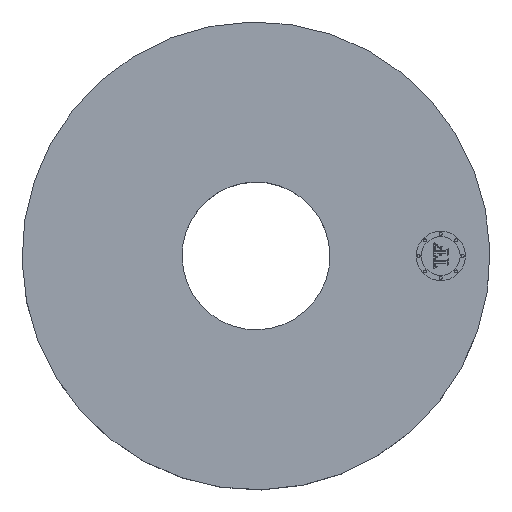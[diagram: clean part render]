
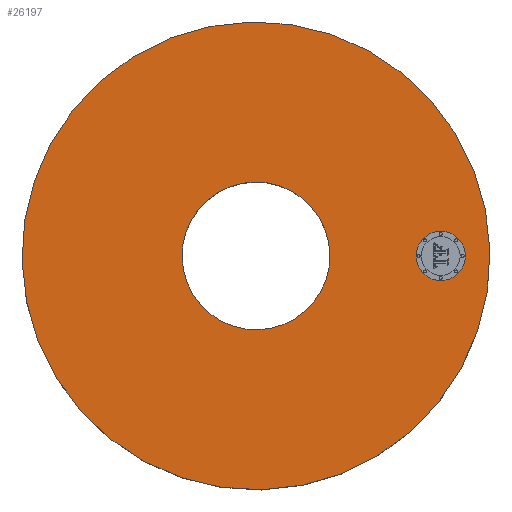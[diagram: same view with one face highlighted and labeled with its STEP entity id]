
A CAD part, top view. The second image highlights one B-rep face of the part: STEP entity #26197.
In plain terms, the highlighted planar face has unit normal (0, 0, 1).
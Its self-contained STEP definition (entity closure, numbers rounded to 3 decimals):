
#3460=AXIS2_PLACEMENT_3D('Circle Axis2P3D',#3458,#3459,$) ;
#3479=AXIS2_PLACEMENT_3D('Circle Axis2P3D',#3477,#3478,$) ;
#4570=AXIS2_PLACEMENT_3D('Circle Axis2P3D',#4568,#4569,$) ;
#4596=AXIS2_PLACEMENT_3D('Circle Axis2P3D',#4594,#4595,$) ;
#26169=AXIS2_PLACEMENT_3D('Plane Axis2P3D',#26166,#26167,#26168) ;
#26181=AXIS2_PLACEMENT_3D('Circle Axis2P3D',#26179,#26180,$) ;
#26190=AXIS2_PLACEMENT_3D('Circle Axis2P3D',#26188,#26189,$) ;
#3455=CARTESIAN_POINT('Vertex',(-2.277,-4.169,2.12)) ;
#3458=CARTESIAN_POINT('Axis2P3D Location',(0.,0.,2.12)) ;
#3462=CARTESIAN_POINT('Vertex',(2.277,4.169,2.12)) ;
#3477=CARTESIAN_POINT('Axis2P3D Location',(0.,0.,2.12)) ;
#4568=CARTESIAN_POINT('Axis2P3D Location',(0.,0.,2.12)) ;
#4572=CARTESIAN_POINT('Vertex',(0.719,1.316,2.12)) ;
#4574=CARTESIAN_POINT('Vertex',(-0.719,-1.316,2.12)) ;
#4594=CARTESIAN_POINT('Axis2P3D Location',(0.,0.,2.12)) ;
#26166=CARTESIAN_POINT('Axis2P3D Location',(0.,1.5,2.12)) ;
#26179=CARTESIAN_POINT('Axis2P3D Location',(3.75,0.,2.12)) ;
#26183=CARTESIAN_POINT('Vertex',(3.75,-0.5,2.12)) ;
#26185=CARTESIAN_POINT('Vertex',(3.75,0.5,2.12)) ;
#26188=CARTESIAN_POINT('Axis2P3D Location',(3.75,0.,2.12)) ;
#3459=DIRECTION('Axis2P3D Direction',(0.,0.,-0.039)) ;
#3478=DIRECTION('Axis2P3D Direction',(0.,0.,-0.039)) ;
#4569=DIRECTION('Axis2P3D Direction',(0.,0.,-0.039)) ;
#4595=DIRECTION('Axis2P3D Direction',(0.,0.,-0.039)) ;
#26167=DIRECTION('Axis2P3D Direction',(0.,0.,-0.039)) ;
#26168=DIRECTION('Axis2P3D XDirection',(0.039,0.,0.)) ;
#26180=DIRECTION('Axis2P3D Direction',(0.,0.,-0.039)) ;
#26189=DIRECTION('Axis2P3D Direction',(0.,0.,-0.039)) ;
#26172=ORIENTED_EDGE('',*,*,#3481,.F.) ;
#26173=ORIENTED_EDGE('',*,*,#3464,.F.) ;
#26176=ORIENTED_EDGE('',*,*,#4598,.T.) ;
#26177=ORIENTED_EDGE('',*,*,#4576,.T.) ;
#26194=ORIENTED_EDGE('',*,*,#26187,.F.) ;
#26195=ORIENTED_EDGE('',*,*,#26192,.F.) ;
#26178=FACE_BOUND('',#26175,.T.) ;
#26196=FACE_BOUND('',#26193,.T.) ;
#26197=ADVANCED_FACE('PartBody',(#26174,#26178,#26196),#26170,.F.) ;
#3461=CIRCLE('generated circle',#3460,4.75) ;
#3480=CIRCLE('generated circle',#3479,4.75) ;
#4571=CIRCLE('generated circle',#4570,1.5) ;
#4597=CIRCLE('generated circle',#4596,1.5) ;
#26182=CIRCLE('generated circle',#26181,0.5) ;
#26191=CIRCLE('generated circle',#26190,0.5) ;
#3464=EDGE_CURVE('',#3456,#3463,#3461,.T.) ;
#3481=EDGE_CURVE('',#3463,#3456,#3480,.T.) ;
#4576=EDGE_CURVE('',#4573,#4575,#4571,.T.) ;
#4598=EDGE_CURVE('',#4575,#4573,#4597,.T.) ;
#26187=EDGE_CURVE('',#26184,#26186,#26182,.F.) ;
#26192=EDGE_CURVE('',#26186,#26184,#26191,.F.) ;
#26171=EDGE_LOOP('',(#26172,#26173)) ;
#26175=EDGE_LOOP('',(#26176,#26177)) ;
#26193=EDGE_LOOP('',(#26194,#26195)) ;
#26174=FACE_OUTER_BOUND('',#26171,.T.) ;
#26170=PLANE('',#26169) ;
#3456=VERTEX_POINT('',#3455) ;
#3463=VERTEX_POINT('',#3462) ;
#4573=VERTEX_POINT('',#4572) ;
#4575=VERTEX_POINT('',#4574) ;
#26184=VERTEX_POINT('',#26183) ;
#26186=VERTEX_POINT('',#26185) ;
